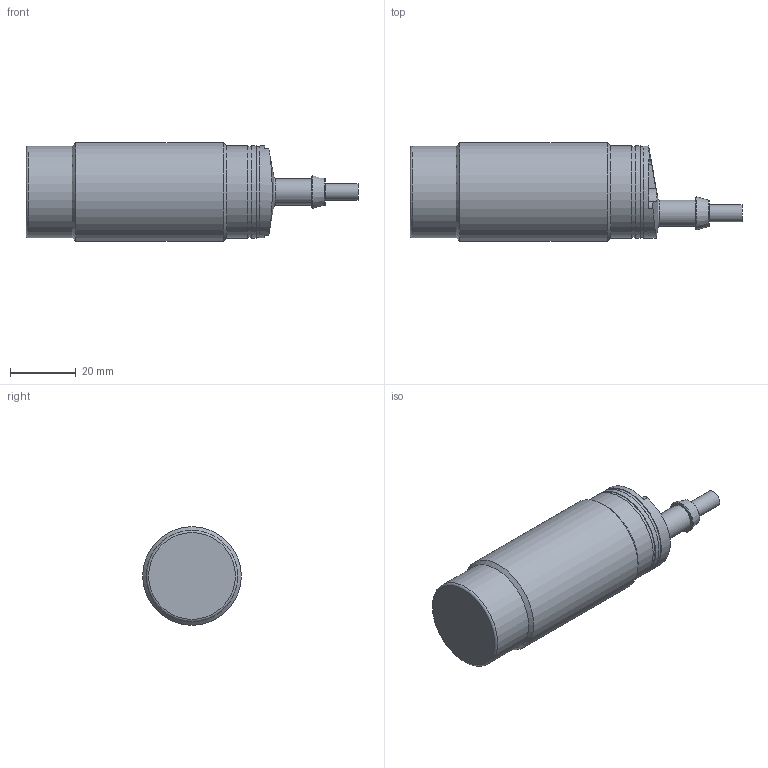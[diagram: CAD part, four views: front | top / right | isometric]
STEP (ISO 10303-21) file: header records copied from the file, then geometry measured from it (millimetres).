
FILE_DESCRIPTION(/* description */ (''),/* implementation_level */ '2;1');
FILE_NAME(/* name */ 'CA30CLN25BP.stp',/* time_stamp */ '2019-01-25T10:51:02+01:00',/* author */ ('tvb'),/* organization */ (''),/* preprocessor_version */ 'ST-DEVELOPER v16.1',/* originating_system */ 'Autodesk Inventor 2016',/* authorisation */ '');
FILE_SCHEMA (('AUTOMOTIVE_DESIGN { 1 0 10303 214 3 1 1 }'));
Length unit declared in the file: centimetre
Products named in the file (1): CA30CLN25BPxx
Bounding box: 101 x 30 x 30 mm (x, y, z)
Volume: 50474.8 mm3; surface area: 8756.9 mm2
Topology: 1 solids, 1 shells, 40 faces, 89 edges, 57 vertices
Faces by surface type: plane 16, cylinder 16, torus 4, cone 4
Full cylindrical faces by diameter (mm): 5.15 x1, 8 x2, 27.6 x2, 27.8 x1, 28 x3, 30 x1
Entity records: 1349 total; most frequent: CARTESIAN_POINT 494, DIRECTION 166, ORIENTED_EDGE 134, AXIS2_PLACEMENT_3D 73, EDGE_CURVE 67, EDGE_LOOP 64, VERTEX_POINT 53, FACE_OUTER_BOUND 40
